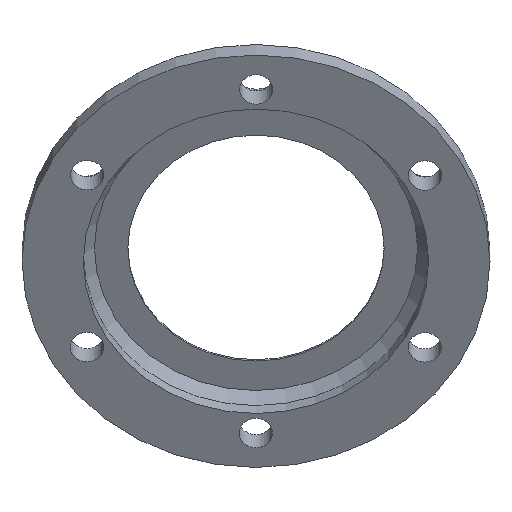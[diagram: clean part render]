
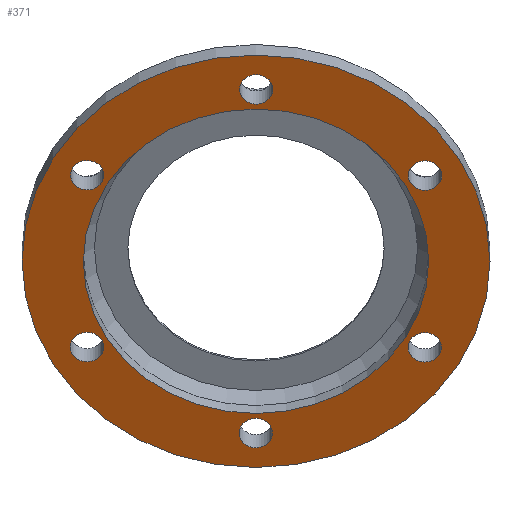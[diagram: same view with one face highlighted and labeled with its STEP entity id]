
A CAD part, left-side view. The second image highlights one B-rep face of the part: STEP entity #371.
In plain terms, the highlighted planar face has unit normal (-0.881, 0, -0.473).
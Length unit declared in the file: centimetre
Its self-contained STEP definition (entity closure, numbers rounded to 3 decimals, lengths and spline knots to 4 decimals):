
#26=PLANE('',#411);
#41=FACE_BOUND('',#112,.T.);
#42=FACE_BOUND('',#113,.T.);
#43=FACE_BOUND('',#114,.T.);
#44=FACE_BOUND('',#115,.T.);
#45=FACE_BOUND('',#116,.T.);
#46=FACE_BOUND('',#117,.T.);
#47=FACE_BOUND('',#118,.T.);
#79=FACE_OUTER_BOUND('',#111,.T.);
#111=EDGE_LOOP('',(#289));
#112=EDGE_LOOP('',(#290));
#113=EDGE_LOOP('',(#291));
#114=EDGE_LOOP('',(#292));
#115=EDGE_LOOP('',(#293));
#116=EDGE_LOOP('',(#294));
#117=EDGE_LOOP('',(#295));
#118=EDGE_LOOP('',(#296));
#174=CIRCLE('',#410,3.1);
#175=CIRCLE('',#412,4.2);
#176=CIRCLE('',#413,0.3);
#177=CIRCLE('',#414,0.3);
#178=CIRCLE('',#415,0.3);
#179=CIRCLE('',#416,0.3);
#180=CIRCLE('',#417,0.3);
#181=CIRCLE('',#418,0.3);
#205=VERTEX_POINT('',#603);
#206=VERTEX_POINT('',#606);
#207=VERTEX_POINT('',#608);
#208=VERTEX_POINT('',#610);
#209=VERTEX_POINT('',#612);
#210=VERTEX_POINT('',#614);
#211=VERTEX_POINT('',#616);
#212=VERTEX_POINT('',#618);
#242=EDGE_CURVE('',#205,#205,#174,.T.);
#243=EDGE_CURVE('',#206,#206,#175,.T.);
#244=EDGE_CURVE('',#207,#207,#176,.T.);
#245=EDGE_CURVE('',#208,#208,#177,.T.);
#246=EDGE_CURVE('',#209,#209,#178,.T.);
#247=EDGE_CURVE('',#210,#210,#179,.T.);
#248=EDGE_CURVE('',#211,#211,#180,.T.);
#249=EDGE_CURVE('',#212,#212,#181,.T.);
#289=ORIENTED_EDGE('',*,*,#243,.T.);
#290=ORIENTED_EDGE('',*,*,#244,.T.);
#291=ORIENTED_EDGE('',*,*,#245,.T.);
#292=ORIENTED_EDGE('',*,*,#246,.T.);
#293=ORIENTED_EDGE('',*,*,#247,.T.);
#294=ORIENTED_EDGE('',*,*,#248,.T.);
#295=ORIENTED_EDGE('',*,*,#249,.T.);
#296=ORIENTED_EDGE('',*,*,#242,.T.);
#371=ADVANCED_FACE('',(#79,#41,#42,#43,#44,#45,#46,#47),#26,.F.);
#410=AXIS2_PLACEMENT_3D('',#604,#488,#489);
#411=AXIS2_PLACEMENT_3D('',#605,#490,#491);
#412=AXIS2_PLACEMENT_3D('',#607,#492,#493);
#413=AXIS2_PLACEMENT_3D('',#609,#494,#495);
#414=AXIS2_PLACEMENT_3D('',#611,#496,#497);
#415=AXIS2_PLACEMENT_3D('',#613,#498,#499);
#416=AXIS2_PLACEMENT_3D('',#615,#500,#501);
#417=AXIS2_PLACEMENT_3D('',#617,#502,#503);
#418=AXIS2_PLACEMENT_3D('',#619,#504,#505);
#488=DIRECTION('center_axis',(0.881,0.,0.473));
#489=DIRECTION('ref_axis',(0.001,-1.,-0.001));
#490=DIRECTION('center_axis',(0.881,0.,0.473));
#491=DIRECTION('ref_axis',(-0.001,1.,0.001));
#492=DIRECTION('center_axis',(-0.881,0.,-0.473));
#493=DIRECTION('ref_axis',(-0.001,1.,0.001));
#494=DIRECTION('center_axis',(0.881,0.,0.473));
#495=DIRECTION('ref_axis',(0.001,-1.,-0.001));
#496=DIRECTION('center_axis',(0.881,0.,0.473));
#497=DIRECTION('ref_axis',(0.001,-1.,-0.001));
#498=DIRECTION('center_axis',(0.881,0.,0.473));
#499=DIRECTION('ref_axis',(0.001,-1.,-0.001));
#500=DIRECTION('center_axis',(0.881,0.,0.473));
#501=DIRECTION('ref_axis',(0.001,-1.,-0.001));
#502=DIRECTION('center_axis',(0.881,0.,0.473));
#503=DIRECTION('ref_axis',(0.001,-1.,-0.001));
#504=DIRECTION('center_axis',(0.881,0.,0.473));
#505=DIRECTION('ref_axis',(0.001,-1.,-0.001));
#603=CARTESIAN_POINT('',(55.3351,-31.0977,70.2585));
#604=CARTESIAN_POINT('Origin',(55.3334,-27.9977,70.2617));
#605=CARTESIAN_POINT('Origin',(55.3334,-27.9977,70.2617));
#606=CARTESIAN_POINT('',(55.3311,-23.7977,70.2659));
#607=CARTESIAN_POINT('Origin',(55.3334,-27.9977,70.2617));
#608=CARTESIAN_POINT('',(56.162,-30.7268,68.7167));
#609=CARTESIAN_POINT('Origin',(56.1621,-31.0268,68.7164));
#610=CARTESIAN_POINT('',(54.5077,-30.7308,71.8011));
#611=CARTESIAN_POINT('Origin',(54.5079,-31.0308,71.8008));
#612=CARTESIAN_POINT('',(53.679,-27.7018,73.3464));
#613=CARTESIAN_POINT('Origin',(53.6791,-28.0018,73.3461));
#614=CARTESIAN_POINT('',(54.5044,-24.6687,71.8073));
#615=CARTESIAN_POINT('Origin',(54.5046,-24.9687,71.8069));
#616=CARTESIAN_POINT('',(56.1587,-24.6646,68.7229));
#617=CARTESIAN_POINT('Origin',(56.1588,-24.9646,68.7225));
#618=CARTESIAN_POINT('',(56.9874,-27.6937,67.1776));
#619=CARTESIAN_POINT('Origin',(56.9876,-27.9937,67.1773));
